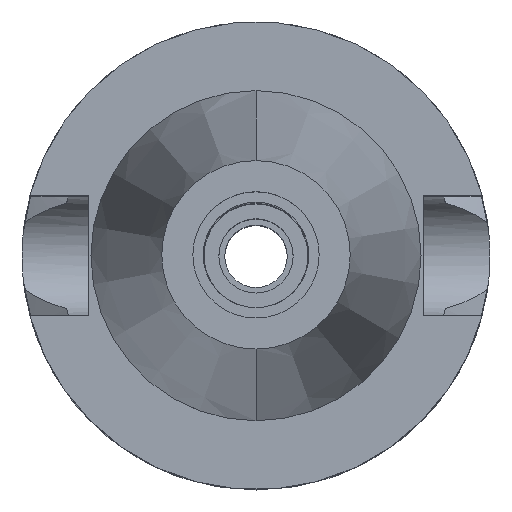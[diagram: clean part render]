
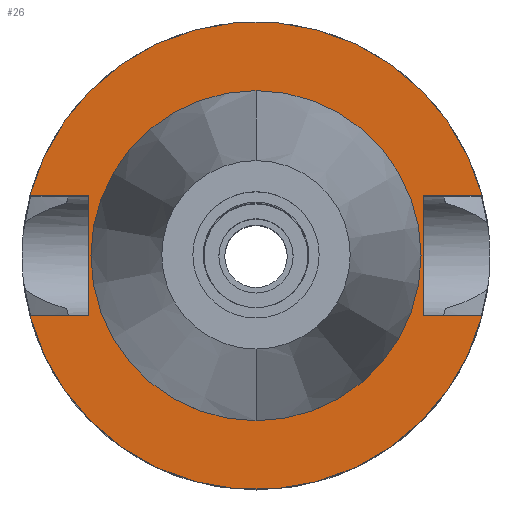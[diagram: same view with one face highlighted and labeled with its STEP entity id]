
A CAD part, top view. The second image highlights one B-rep face of the part: STEP entity #26.
In plain terms, the highlighted planar face has unit normal (0, 0, 1).
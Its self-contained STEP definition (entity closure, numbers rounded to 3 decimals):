
#16 = DIRECTION ( 'NONE',  ( 0., 0., 1. ) ) ;
#26 = ADVANCED_FACE ( 'NONE', ( #271, #224 ), #209, .F. ) ;
#51 = AXIS2_PLACEMENT_3D ( 'NONE', #3114, #16, #1184 ) ;
#81 = CARTESIAN_POINT ( 'NONE',  ( -30.454, 8.05, -1. ) ) ;
#85 = LINE ( 'NONE', #2276, #1481 ) ;
#136 = EDGE_CURVE ( 'NONE', #1361, #2912, #1984, .T. ) ;
#163 = VERTEX_POINT ( 'NONE', #1710 ) ;
#206 = CARTESIAN_POINT ( 'NONE',  ( 22.5, -8.05, -1. ) ) ;
#209 = PLANE ( 'NONE',  #1729 ) ;
#224 = FACE_BOUND ( 'NONE', #586, .T. ) ;
#271 = FACE_OUTER_BOUND ( 'NONE', #847, .T. ) ;
#319 = EDGE_CURVE ( 'NONE', #1361, #3081, #85, .T. ) ;
#326 = VERTEX_POINT ( 'NONE', #830 ) ;
#368 = LINE ( 'NONE', #1832, #960 ) ;
#387 = LINE ( 'NONE', #876, #1236 ) ;
#441 = ORIENTED_EDGE ( 'NONE', *, *, #2235, .F. ) ;
#462 = AXIS2_PLACEMENT_3D ( 'NONE', #1322, #2247, #2721 ) ;
#479 = DIRECTION ( 'NONE',  ( 0., 1., 0. ) ) ;
#550 = CARTESIAN_POINT ( 'NONE',  ( 30.454, -8.05, -1. ) ) ;
#586 = EDGE_LOOP ( 'NONE', ( #2453, #441 ) ) ;
#598 = DIRECTION ( 'NONE',  ( 1., 0., 0. ) ) ;
#622 = VERTEX_POINT ( 'NONE', #2205 ) ;
#830 = CARTESIAN_POINT ( 'NONE',  ( 0., 22.225, -1. ) ) ;
#847 = EDGE_LOOP ( 'NONE', ( #899, #2802, #2788, #3016, #1598, #1317, #1682, #1540 ) ) ;
#876 = CARTESIAN_POINT ( 'NONE',  ( -30.454, -8.05, -1. ) ) ;
#899 = ORIENTED_EDGE ( 'NONE', *, *, #2490, .F. ) ;
#960 = VECTOR ( 'NONE', #598, 1000. ) ;
#1023 = AXIS2_PLACEMENT_3D ( 'NONE', #1680, #2689, #479 ) ;
#1112 = DIRECTION ( 'NONE',  ( 1., 0., 0. ) ) ;
#1181 = DIRECTION ( 'NONE',  ( 0., 0., -1. ) ) ;
#1184 = DIRECTION ( 'NONE',  ( 0., -1., 0. ) ) ;
#1207 = EDGE_CURVE ( 'NONE', #163, #1352, #2622, .T. ) ;
#1220 = CIRCLE ( 'NONE', #462, 22.225 ) ;
#1236 = VECTOR ( 'NONE', #1112, 1000. ) ;
#1253 = VECTOR ( 'NONE', #1990, 1000. ) ;
#1291 = CARTESIAN_POINT ( 'NONE',  ( 0., 0., -1. ) ) ;
#1317 = ORIENTED_EDGE ( 'NONE', *, *, #136, .F. ) ;
#1322 = CARTESIAN_POINT ( 'NONE',  ( 0., 0., -1. ) ) ;
#1352 = VERTEX_POINT ( 'NONE', #550 ) ;
#1361 = VERTEX_POINT ( 'NONE', #81 ) ;
#1381 = VERTEX_POINT ( 'NONE', #2749 ) ;
#1383 = CARTESIAN_POINT ( 'NONE',  ( 22.5, 8.05, -1. ) ) ;
#1481 = VECTOR ( 'NONE', #1595, 1000. ) ;
#1495 = EDGE_CURVE ( 'NONE', #2219, #2912, #368, .T. ) ;
#1540 = ORIENTED_EDGE ( 'NONE', *, *, #2098, .F. ) ;
#1595 = DIRECTION ( 'NONE',  ( 1., 0., 0. ) ) ;
#1598 = ORIENTED_EDGE ( 'NONE', *, *, #1495, .T. ) ;
#1664 = VECTOR ( 'NONE', #2223, 1000. ) ;
#1680 = CARTESIAN_POINT ( 'NONE',  ( 0., 0., -1. ) ) ;
#1682 = ORIENTED_EDGE ( 'NONE', *, *, #319, .T. ) ;
#1710 = CARTESIAN_POINT ( 'NONE',  ( 22.5, -8.05, -1. ) ) ;
#1729 = AXIS2_PLACEMENT_3D ( 'NONE', #3089, #1181, #2457 ) ;
#1746 = LINE ( 'NONE', #2278, #1253 ) ;
#1822 = LINE ( 'NONE', #1383, #2447 ) ;
#1832 = CARTESIAN_POINT ( 'NONE',  ( 22.5, 8.05, -1. ) ) ;
#1873 = CIRCLE ( 'NONE', #2688, 31.5 ) ;
#1963 = CIRCLE ( 'NONE', #51, 22.225 ) ;
#1984 = CIRCLE ( 'NONE', #1023, 31.5 ) ;
#1990 = DIRECTION ( 'NONE',  ( 0., 1., 0. ) ) ;
#2098 = EDGE_CURVE ( 'NONE', #1381, #3081, #1746, .T. ) ;
#2205 = CARTESIAN_POINT ( 'NONE',  ( -30.454, -8.05, -1. ) ) ;
#2219 = VERTEX_POINT ( 'NONE', #2398 ) ;
#2223 = DIRECTION ( 'NONE',  ( 1., 0., 0. ) ) ;
#2235 = EDGE_CURVE ( 'NONE', #2665, #326, #1963, .T. ) ;
#2247 = DIRECTION ( 'NONE',  ( 0., 0., 1. ) ) ;
#2262 = DIRECTION ( 'NONE',  ( 0., 0., -1. ) ) ;
#2276 = CARTESIAN_POINT ( 'NONE',  ( -30.454, 8.05, -1. ) ) ;
#2278 = CARTESIAN_POINT ( 'NONE',  ( -22.5, -8.05, -1. ) ) ;
#2398 = CARTESIAN_POINT ( 'NONE',  ( 22.5, 8.05, -1. ) ) ;
#2447 = VECTOR ( 'NONE', #2573, 1000. ) ;
#2453 = ORIENTED_EDGE ( 'NONE', *, *, #2789, .F. ) ;
#2457 = DIRECTION ( 'NONE',  ( 0., -1., 0. ) ) ;
#2490 = EDGE_CURVE ( 'NONE', #622, #1381, #387, .T. ) ;
#2573 = DIRECTION ( 'NONE',  ( 0., -1., 0. ) ) ;
#2622 = LINE ( 'NONE', #206, #1664 ) ;
#2665 = VERTEX_POINT ( 'NONE', #3090 ) ;
#2688 = AXIS2_PLACEMENT_3D ( 'NONE', #1291, #2262, #2709 ) ;
#2689 = DIRECTION ( 'NONE',  ( 0., 0., -1. ) ) ;
#2709 = DIRECTION ( 'NONE',  ( 0., -1., 0. ) ) ;
#2721 = DIRECTION ( 'NONE',  ( 0., 1., 0. ) ) ;
#2736 = EDGE_CURVE ( 'NONE', #1352, #622, #1873, .T. ) ;
#2749 = CARTESIAN_POINT ( 'NONE',  ( -22.5, -8.05, -1. ) ) ;
#2788 = ORIENTED_EDGE ( 'NONE', *, *, #1207, .F. ) ;
#2789 = EDGE_CURVE ( 'NONE', #326, #2665, #1220, .T. ) ;
#2802 = ORIENTED_EDGE ( 'NONE', *, *, #2736, .F. ) ;
#2824 = CARTESIAN_POINT ( 'NONE',  ( 30.454, 8.05, -1. ) ) ;
#2834 = EDGE_CURVE ( 'NONE', #2219, #163, #1822, .T. ) ;
#2912 = VERTEX_POINT ( 'NONE', #2824 ) ;
#3016 = ORIENTED_EDGE ( 'NONE', *, *, #2834, .F. ) ;
#3081 = VERTEX_POINT ( 'NONE', #3103 ) ;
#3089 = CARTESIAN_POINT ( 'NONE',  ( 0., 0., -1. ) ) ;
#3090 = CARTESIAN_POINT ( 'NONE',  ( 0., -22.225, -1. ) ) ;
#3103 = CARTESIAN_POINT ( 'NONE',  ( -22.5, 8.05, -1. ) ) ;
#3114 = CARTESIAN_POINT ( 'NONE',  ( 0., 0., -1. ) ) ;
